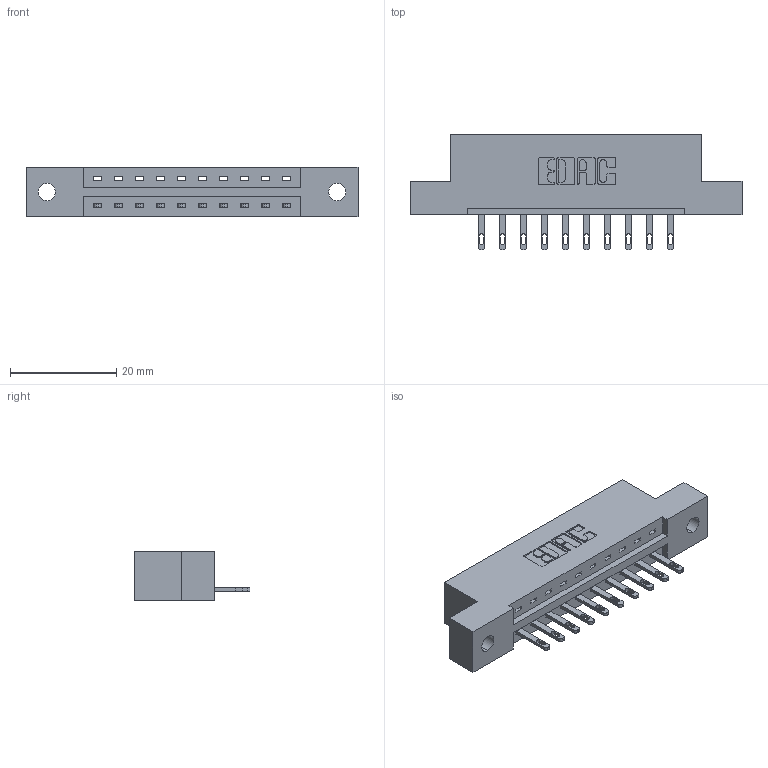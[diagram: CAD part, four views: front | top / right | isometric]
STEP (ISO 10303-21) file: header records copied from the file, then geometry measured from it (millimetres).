
FILE_DESCRIPTION (( 'STEP AP203' ), '1' );
FILE_NAME ('887-010-500-102.STEP', '2020-09-20T15:59:52', ( '' ), ( '' ), 'SwSTEP 2.0', 'SolidWorks 2020', '' );
FILE_SCHEMA (( 'CONFIG_CONTROL_DESIGN' ));
Length unit declared in the file: inch
Products named in the file (3): 887-010-500-102; 837 Part_Flush Mounting Lugs - 0.128 Dia; 345-292-001_345-293-100
Assembly tree (11 placements, depth 2):
  887-010-500-102
    837 Part_Flush Mounting Lugs - 0.128 Dia
    345-292-001_345-293-100  x10
Bounding box: 62.64 x 21.85 x 9.4 mm (x, y, z)
Volume: 6079.1 mm3; surface area: 5857.7 mm2
Topology: 11 solids, 11 shells, 694 faces, 2111 edges, 1406 vertices
Faces by surface type: plane 470, cylinder 224
Entity records: 11505 total; most frequent: CARTESIAN_POINT 2008, ORIENTED_EDGE 1954, DIRECTION 1757, EDGE_CURVE 977, LINE 845, VECTOR 845, VERTEX_POINT 650, AXIS2_PLACEMENT_3D 456
